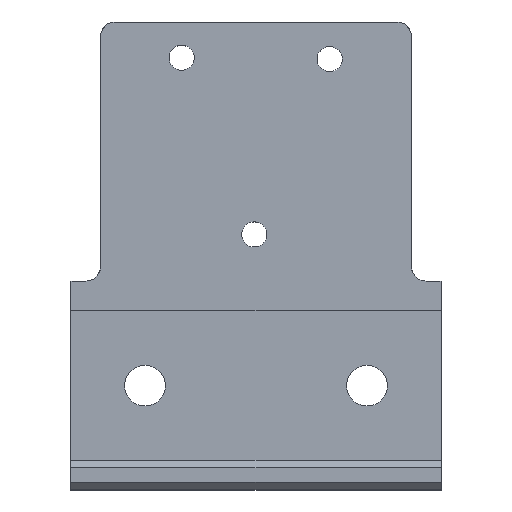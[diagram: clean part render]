
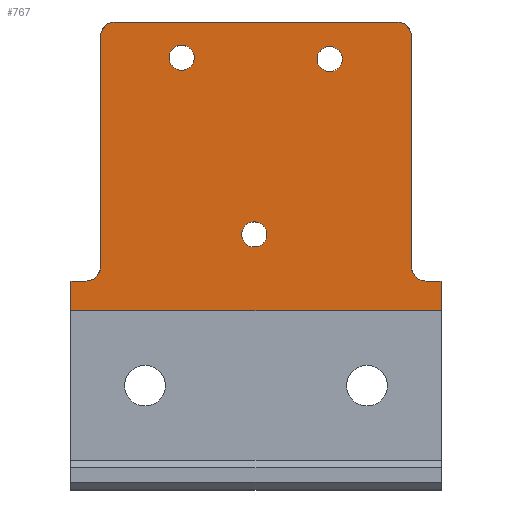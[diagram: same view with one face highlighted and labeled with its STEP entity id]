
A CAD part, top view. The second image highlights one B-rep face of the part: STEP entity #767.
In plain terms, the highlighted planar face has unit normal (0, 0, 1).
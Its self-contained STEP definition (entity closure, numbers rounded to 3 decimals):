
#18=FACE_BOUND('',#153,.T.);
#19=FACE_BOUND('',#154,.T.);
#20=FACE_BOUND('',#155,.T.);
#70=CIRCLE('',#837,2.);
#72=CIRCLE('',#845,2.);
#77=CIRCLE('',#856,2.);
#78=CIRCLE('',#857,2.);
#79=CIRCLE('',#858,1.7);
#80=CIRCLE('',#859,1.7);
#81=CIRCLE('',#860,1.7);
#106=FACE_OUTER_BOUND('',#152,.T.);
#152=EDGE_LOOP('',(#595,#596,#597,#598,#599,#600,#601,#602,#603,#604,#605,
#606));
#153=EDGE_LOOP('',(#607));
#154=EDGE_LOOP('',(#608));
#155=EDGE_LOOP('',(#609));
#193=LINE('',#1147,#264);
#220=LINE('',#1298,#291);
#223=LINE('',#1303,#294);
#224=LINE('',#1304,#295);
#225=LINE('',#1306,#296);
#226=LINE('',#1308,#297);
#227=LINE('',#1310,#298);
#228=LINE('',#1314,#299);
#264=VECTOR('',#909,10.);
#291=VECTOR('',#1012,10.);
#294=VECTOR('',#1017,10.);
#295=VECTOR('',#1018,10.);
#296=VECTOR('',#1019,10.);
#297=VECTOR('',#1020,10.);
#298=VECTOR('',#1021,10.);
#299=VECTOR('',#1024,10.);
#334=VERTEX_POINT('',#1144);
#335=VERTEX_POINT('',#1146);
#354=VERTEX_POINT('',#1247);
#355=VERTEX_POINT('',#1248);
#362=VERTEX_POINT('',#1271);
#363=VERTEX_POINT('',#1273);
#371=VERTEX_POINT('',#1297);
#373=VERTEX_POINT('',#1305);
#374=VERTEX_POINT('',#1307);
#375=VERTEX_POINT('',#1309);
#376=VERTEX_POINT('',#1311);
#377=VERTEX_POINT('',#1313);
#378=VERTEX_POINT('',#1316);
#379=VERTEX_POINT('',#1318);
#380=VERTEX_POINT('',#1320);
#405=EDGE_CURVE('',#334,#335,#193,.T.);
#431=EDGE_CURVE('',#354,#355,#70,.T.);
#444=EDGE_CURVE('',#362,#363,#72,.T.);
#456=EDGE_CURVE('',#371,#363,#220,.T.);
#459=EDGE_CURVE('',#362,#355,#223,.T.);
#460=EDGE_CURVE('',#335,#354,#224,.T.);
#461=EDGE_CURVE('',#334,#373,#225,.T.);
#462=EDGE_CURVE('',#374,#373,#226,.T.);
#463=EDGE_CURVE('',#375,#374,#227,.T.);
#464=EDGE_CURVE('',#376,#375,#77,.T.);
#465=EDGE_CURVE('',#377,#376,#228,.T.);
#466=EDGE_CURVE('',#371,#377,#78,.T.);
#467=EDGE_CURVE('',#378,#378,#79,.T.);
#468=EDGE_CURVE('',#379,#379,#80,.T.);
#469=EDGE_CURVE('',#380,#380,#81,.T.);
#595=ORIENTED_EDGE('',*,*,#444,.F.);
#596=ORIENTED_EDGE('',*,*,#459,.T.);
#597=ORIENTED_EDGE('',*,*,#431,.F.);
#598=ORIENTED_EDGE('',*,*,#460,.F.);
#599=ORIENTED_EDGE('',*,*,#405,.F.);
#600=ORIENTED_EDGE('',*,*,#461,.T.);
#601=ORIENTED_EDGE('',*,*,#462,.F.);
#602=ORIENTED_EDGE('',*,*,#463,.F.);
#603=ORIENTED_EDGE('',*,*,#464,.F.);
#604=ORIENTED_EDGE('',*,*,#465,.F.);
#605=ORIENTED_EDGE('',*,*,#466,.F.);
#606=ORIENTED_EDGE('',*,*,#456,.T.);
#607=ORIENTED_EDGE('',*,*,#467,.T.);
#608=ORIENTED_EDGE('',*,*,#468,.T.);
#609=ORIENTED_EDGE('',*,*,#469,.T.);
#737=PLANE('',#855);
#767=ADVANCED_FACE('',(#106,#18,#19,#20),#737,.T.);
#837=AXIS2_PLACEMENT_3D('',#1249,#961,#962);
#845=AXIS2_PLACEMENT_3D('',#1274,#986,#987);
#855=AXIS2_PLACEMENT_3D('',#1302,#1015,#1016);
#856=AXIS2_PLACEMENT_3D('',#1312,#1022,#1023);
#857=AXIS2_PLACEMENT_3D('',#1315,#1025,#1026);
#858=AXIS2_PLACEMENT_3D('',#1317,#1027,#1028);
#859=AXIS2_PLACEMENT_3D('',#1319,#1029,#1030);
#860=AXIS2_PLACEMENT_3D('',#1321,#1031,#1032);
#909=DIRECTION('',(0.,1.,0.));
#961=DIRECTION('center_axis',(0.,0.,1.));
#962=DIRECTION('ref_axis',(0.707,-0.707,0.));
#986=DIRECTION('center_axis',(0.,0.,-1.));
#987=DIRECTION('ref_axis',(-0.707,0.707,0.));
#1012=DIRECTION('',(-1.,0.,0.));
#1015=DIRECTION('center_axis',(0.,0.,1.));
#1016=DIRECTION('ref_axis',(0.,-1.,0.));
#1017=DIRECTION('',(0.,-1.,0.));
#1018=DIRECTION('',(1.,0.,0.));
#1019=DIRECTION('',(1.,0.,0.));
#1020=DIRECTION('',(0.,-1.,0.));
#1021=DIRECTION('',(1.,0.,0.));
#1022=DIRECTION('center_axis',(0.,0.,1.));
#1023=DIRECTION('ref_axis',(-0.707,-0.707,0.));
#1024=DIRECTION('',(0.,-1.,0.));
#1025=DIRECTION('center_axis',(0.,0.,-1.));
#1026=DIRECTION('ref_axis',(0.707,0.707,0.));
#1027=DIRECTION('center_axis',(0.,0.,-1.));
#1028=DIRECTION('ref_axis',(-1.,0.,0.));
#1029=DIRECTION('center_axis',(0.,0.,-1.));
#1030=DIRECTION('ref_axis',(-1.,0.,0.));
#1031=DIRECTION('center_axis',(0.,0.,-1.));
#1032=DIRECTION('ref_axis',(-1.,0.,0.));
#1144=CARTESIAN_POINT('',(-25.,0.,0.));
#1146=CARTESIAN_POINT('',(-25.,4.,0.));
#1147=CARTESIAN_POINT('',(-25.,4.,0.));
#1247=CARTESIAN_POINT('',(-23.,4.,0.));
#1248=CARTESIAN_POINT('',(-21.,6.,0.));
#1249=CARTESIAN_POINT('Origin',(-23.,6.,0.));
#1271=CARTESIAN_POINT('',(-21.,37.,0.));
#1273=CARTESIAN_POINT('',(-19.,39.,0.));
#1274=CARTESIAN_POINT('Origin',(-19.,37.,0.));
#1297=CARTESIAN_POINT('',(19.,39.,0.));
#1298=CARTESIAN_POINT('',(0.,39.,0.));
#1302=CARTESIAN_POINT('Origin',(0.,4.,0.));
#1303=CARTESIAN_POINT('',(-21.,39.,0.));
#1304=CARTESIAN_POINT('',(0.,4.,0.));
#1305=CARTESIAN_POINT('',(25.,0.,0.));
#1306=CARTESIAN_POINT('',(0.,0.,0.));
#1307=CARTESIAN_POINT('',(25.,4.,0.));
#1308=CARTESIAN_POINT('',(25.,4.,0.));
#1309=CARTESIAN_POINT('',(23.,4.,0.));
#1310=CARTESIAN_POINT('',(0.,4.,0.));
#1311=CARTESIAN_POINT('',(21.,6.,0.));
#1312=CARTESIAN_POINT('Origin',(23.,6.,0.));
#1313=CARTESIAN_POINT('',(21.,37.,0.));
#1314=CARTESIAN_POINT('',(21.,39.,0.));
#1315=CARTESIAN_POINT('Origin',(19.,37.,0.));
#1316=CARTESIAN_POINT('',(11.658,34.,0.));
#1317=CARTESIAN_POINT('Origin',(9.958,34.,0.));
#1318=CARTESIAN_POINT('',(1.455,10.3,0.));
#1319=CARTESIAN_POINT('Origin',(-0.245,10.3,0.));
#1320=CARTESIAN_POINT('',(-8.342,34.17,0.));
#1321=CARTESIAN_POINT('Origin',(-10.042,34.17,0.));
